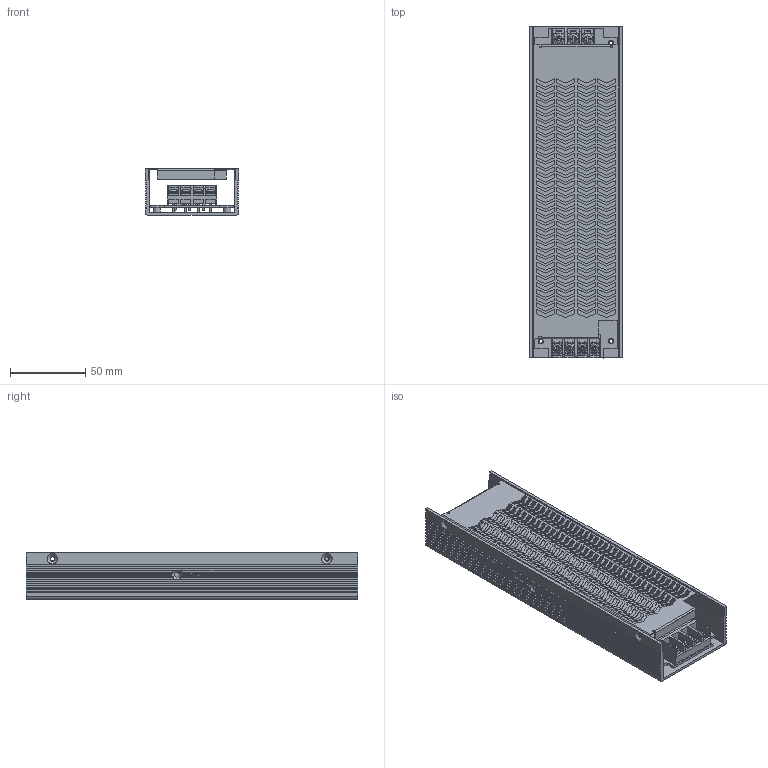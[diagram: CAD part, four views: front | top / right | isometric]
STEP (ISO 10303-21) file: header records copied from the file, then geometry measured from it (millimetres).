
FILE_DESCRIPTION(/* description */ (''),/* implementation_level */ '2;1');
FILE_NAME(/* name */ 'MLC150.stp',/* time_stamp */ '2023-07-21T17:06:17+08:00',/* author */ (''),/* organization */ (''),/* preprocessor_version */ 'ST-DEVELOPER v19.3',/* originating_system */ 'SIEMENS PLM Software NX2212.3001',/* authorisation */ '');
FILE_SCHEMA (('AUTOMOTIVE_DESIGN { 1 0 10303 214 3 1 1 1 }'));
Products named in the file (7): 铆钉M3D5L5; A01J1DZP0000007; A01J1DZP0000008; PA-MLC15001-V02-1_dwg; A04WJJSK0000114; A04WJJSK0000113; MLC150
Assembly tree (9 placements, depth 2):
  MLC150
    A04WJJSK0000113
    A04WJJSK0000114
    PA-MLC15001-V02-1_dwg
    A01J1DZP0000008
    A01J1DZP0000007
    铆钉M3D5L5  x4
Bounding box: 62 x 220.11 x 30.8 mm (x, y, z)
Volume: 82007.1 mm3; surface area: 114032.9 mm2
Topology: 9 solids, 9 shells, 1849 faces, 5701 edges, 3885 vertices
Faces by surface type: plane 1565, cylinder 226, torus 28, cone 26, sphere 4
Full cylindrical faces by diameter (mm): 2.5 x4, 2.7 x4, 3.4 x7, 3.6 x3, 4.8 x4, 5 x4
Entity records: 64220 total; most frequent: CARTESIAN_POINT 14736, ORIENTED_EDGE 11164, DIRECTION 8746, EDGE_CURVE 5582, LINE 3926, VECTOR 3926, VERTEX_POINT 3822, AXIS2_PLACEMENT_3D 2410
